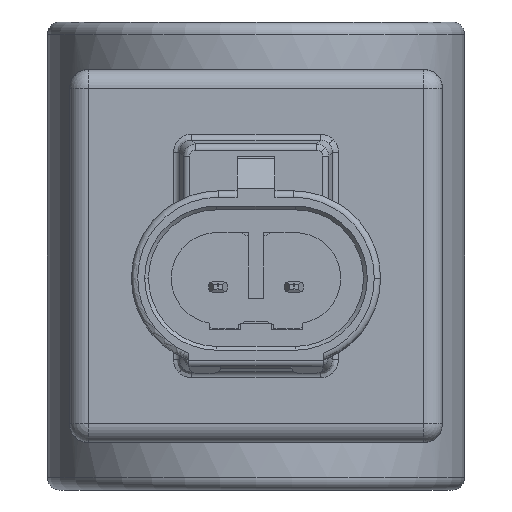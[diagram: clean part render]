
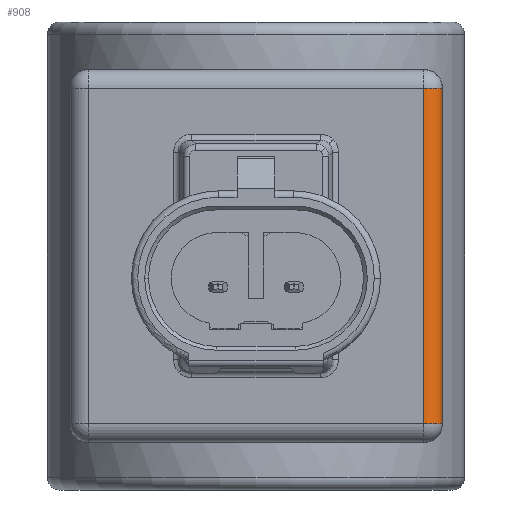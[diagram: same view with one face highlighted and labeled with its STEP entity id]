
A CAD part, front view. The second image highlights one B-rep face of the part: STEP entity #908.
In plain terms, the highlighted cylindrical face has radius 1.5 mm (diameter 3 mm), a partial arc.
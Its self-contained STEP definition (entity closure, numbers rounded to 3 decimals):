
#591 = CARTESIAN_POINT ( 'NONE',  ( 13.25, -19., 13.25 ) ) ;
#748 = DIRECTION ( 'NONE',  ( 0., 0., 1. ) ) ;
#908 = ADVANCED_FACE ( 'NONE', ( #7240 ), #7968, .T. ) ;
#1082 = CARTESIAN_POINT ( 'NONE',  ( 14.75, -17.5, 13.25 ) ) ;
#1086 = DIRECTION ( 'NONE',  ( -1., 0., 0. ) ) ;
#1380 = CIRCLE ( 'NONE', #4522, 1.5 ) ;
#1436 = CARTESIAN_POINT ( 'NONE',  ( 13.25, -17.5, 13.25 ) ) ;
#2100 = DIRECTION ( 'NONE',  ( 0., 0., 1. ) ) ;
#2249 = VERTEX_POINT ( 'NONE', #1082 ) ;
#2429 = ORIENTED_EDGE ( 'NONE', *, *, #4463, .F. ) ;
#2492 = DIRECTION ( 'NONE',  ( 0., 0., -1. ) ) ;
#2535 = VECTOR ( 'NONE', #2492, 1000. ) ;
#2607 = AXIS2_PLACEMENT_3D ( 'NONE', #4470, #3111, #1086 ) ;
#2965 = AXIS2_PLACEMENT_3D ( 'NONE', #1436, #2100, #6705 ) ;
#3111 = DIRECTION ( 'NONE',  ( 0., 0., -1. ) ) ;
#3290 = VERTEX_POINT ( 'NONE', #4166 ) ;
#3504 = LINE ( 'NONE', #3655, #7815 ) ;
#3655 = CARTESIAN_POINT ( 'NONE',  ( 13.25, -19., 14.75 ) ) ;
#3662 = VERTEX_POINT ( 'NONE', #8229 ) ;
#3968 = DIRECTION ( 'NONE',  ( 1., 0., 0. ) ) ;
#4066 = EDGE_CURVE ( 'NONE', #6276, #2249, #4805, .T. ) ;
#4166 = CARTESIAN_POINT ( 'NONE',  ( 13.25, -19., -13.25 ) ) ;
#4338 = EDGE_LOOP ( 'NONE', ( #7886, #2429, #6342, #6088 ) ) ;
#4463 = EDGE_CURVE ( 'NONE', #2249, #3662, #5432, .T. ) ;
#4470 = CARTESIAN_POINT ( 'NONE',  ( 13.25, -17.5, 14.75 ) ) ;
#4522 = AXIS2_PLACEMENT_3D ( 'NONE', #7846, #8545, #3968 ) ;
#4805 = CIRCLE ( 'NONE', #2965, 1.5 ) ;
#4976 = EDGE_CURVE ( 'NONE', #3290, #6276, #3504, .T. ) ;
#5432 = LINE ( 'NONE', #8462, #2535 ) ;
#6088 = ORIENTED_EDGE ( 'NONE', *, *, #4976, .F. ) ;
#6276 = VERTEX_POINT ( 'NONE', #591 ) ;
#6342 = ORIENTED_EDGE ( 'NONE', *, *, #4066, .F. ) ;
#6705 = DIRECTION ( 'NONE',  ( 1., 0., 0. ) ) ;
#7240 = FACE_OUTER_BOUND ( 'NONE', #4338, .T. ) ;
#7727 = EDGE_CURVE ( 'NONE', #3290, #3662, #1380, .T. ) ;
#7815 = VECTOR ( 'NONE', #748, 1000. ) ;
#7846 = CARTESIAN_POINT ( 'NONE',  ( 13.25, -17.5, -13.25 ) ) ;
#7886 = ORIENTED_EDGE ( 'NONE', *, *, #7727, .T. ) ;
#7968 = CYLINDRICAL_SURFACE ( 'NONE', #2607, 1.5 ) ;
#8229 = CARTESIAN_POINT ( 'NONE',  ( 14.75, -17.5, -13.25 ) ) ;
#8462 = CARTESIAN_POINT ( 'NONE',  ( 14.75, -17.5, 14.75 ) ) ;
#8545 = DIRECTION ( 'NONE',  ( 0., 0., 1. ) ) ;
